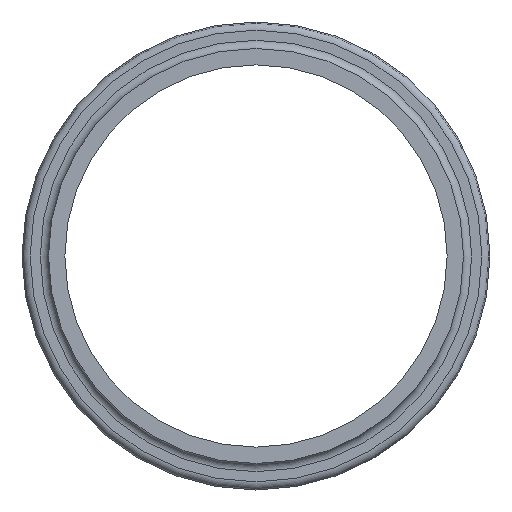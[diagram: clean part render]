
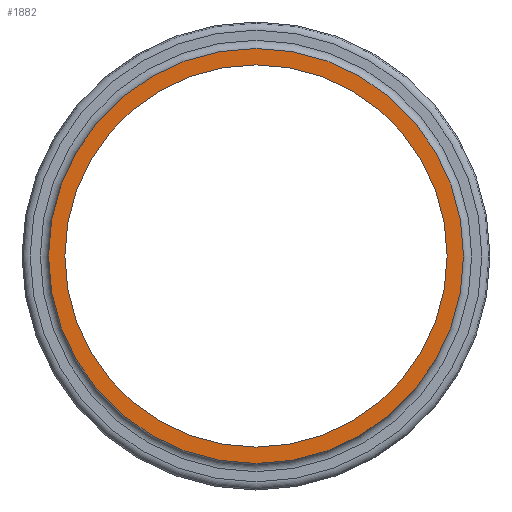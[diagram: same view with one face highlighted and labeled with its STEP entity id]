
A CAD part, front view. The second image highlights one B-rep face of the part: STEP entity #1882.
In plain terms, the highlighted planar face has unit normal (0, -1, 0).
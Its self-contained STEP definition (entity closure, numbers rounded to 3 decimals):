
#116=FACE_BOUND('',#496,.T.);
#302=FACE_OUTER_BOUND('',#495,.T.);
#495=EDGE_LOOP('',(#1425));
#496=EDGE_LOOP('',(#1426));
#860=CIRCLE('',#2076,35.);
#861=CIRCLE('',#2078,38.);
#1046=VERTEX_POINT('',#3202);
#1047=VERTEX_POINT('',#3205);
#1232=EDGE_CURVE('',#1046,#1046,#860,.T.);
#1233=EDGE_CURVE('',#1047,#1047,#861,.T.);
#1425=ORIENTED_EDGE('',*,*,#1233,.T.);
#1426=ORIENTED_EDGE('',*,*,#1232,.T.);
#1786=PLANE('',#2080);
#1882=ADVANCED_FACE('',(#302,#116),#1786,.F.);
#2076=AXIS2_PLACEMENT_3D('',#3203,#2463,#2464);
#2078=AXIS2_PLACEMENT_3D('',#3206,#2467,#2468);
#2080=AXIS2_PLACEMENT_3D('',#3209,#2471,#2472);
#2463=DIRECTION('center_axis',(0.,1.,0.));
#2464=DIRECTION('ref_axis',(-1.,0.,0.));
#2467=DIRECTION('center_axis',(0.,-1.,0.));
#2468=DIRECTION('ref_axis',(-1.,0.,0.));
#2471=DIRECTION('center_axis',(0.,1.,0.));
#2472=DIRECTION('ref_axis',(0.,0.,1.));
#3202=CARTESIAN_POINT('',(35.,80.555,0.));
#3203=CARTESIAN_POINT('Origin',(0.,80.555,0.));
#3205=CARTESIAN_POINT('',(38.,80.555,0.));
#3206=CARTESIAN_POINT('Origin',(0.,80.555,0.));
#3209=CARTESIAN_POINT('Origin',(0.,80.555,
0.));
